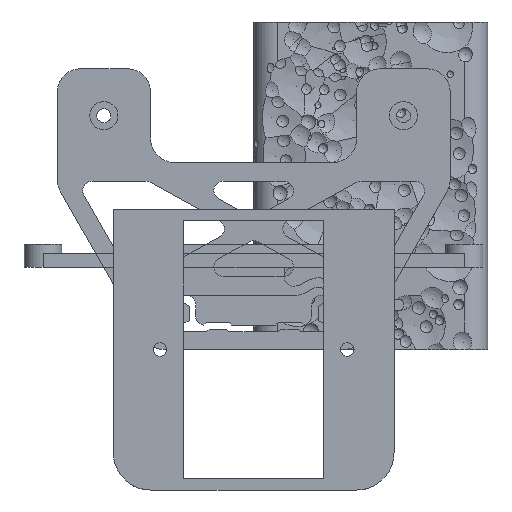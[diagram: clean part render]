
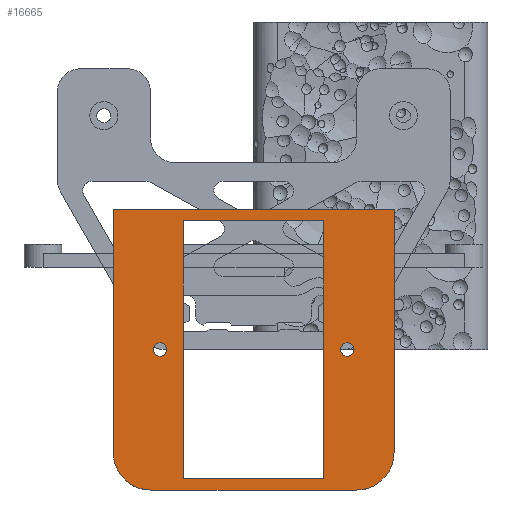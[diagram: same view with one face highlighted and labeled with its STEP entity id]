
A CAD part, front view. The second image highlights one B-rep face of the part: STEP entity #16665.
In plain terms, the highlighted planar face has unit normal (0, -1, 0).
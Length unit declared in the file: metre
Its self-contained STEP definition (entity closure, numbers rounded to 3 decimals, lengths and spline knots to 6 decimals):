
#1774=LINE('',#30413,#2849);
#1778=LINE('',#30422,#2853);
#1780=LINE('',#30426,#2855);
#1784=LINE('',#30435,#2859);
#1788=LINE('',#30444,#2863);
#1791=LINE('',#30450,#2866);
#1794=LINE('',#30463,#2869);
#1796=LINE('',#30466,#2871);
#2849=VECTOR('',#24179,1.);
#2853=VECTOR('',#24185,1.);
#2855=VECTOR('',#24189,1.);
#2859=VECTOR('',#24195,1.);
#2863=VECTOR('',#24201,1.);
#2866=VECTOR('',#24206,1.);
#2869=VECTOR('',#24219,1.);
#2871=VECTOR('',#24223,1.);
#7739=ORIENTED_EDGE('',*,*,#10206,.F.);
#7740=ORIENTED_EDGE('',*,*,#10210,.T.);
#7741=ORIENTED_EDGE('',*,*,#10213,.T.);
#7742=ORIENTED_EDGE('',*,*,#10221,.F.);
#7743=ORIENTED_EDGE('',*,*,#10200,.T.);
#7744=ORIENTED_EDGE('',*,*,#10227,.T.);
#7745=ORIENTED_EDGE('',*,*,#10202,.T.);
#7746=ORIENTED_EDGE('',*,*,#10219,.F.);
#7747=ORIENTED_EDGE('',*,*,#10196,.F.);
#7748=ORIENTED_EDGE('',*,*,#10228,.T.);
#7749=ORIENTED_EDGE('',*,*,#10217,.F.);
#7750=ORIENTED_EDGE('',*,*,#10224,.T.);
#10196=EDGE_CURVE('',#11878,#11879,#1774,.T.);
#10200=EDGE_CURVE('',#11883,#11882,#1778,.T.);
#10202=EDGE_CURVE('',#11884,#11885,#1780,.T.);
#10206=EDGE_CURVE('',#11888,#11889,#1784,.T.);
#10210=EDGE_CURVE('',#11888,#11892,#1788,.T.);
#10213=EDGE_CURVE('',#11892,#11894,#1791,.T.);
#10217=EDGE_CURVE('',#11897,#11897,#13122,.T.);
#10219=EDGE_CURVE('',#11879,#11885,#1794,.T.);
#10221=EDGE_CURVE('',#11889,#11894,#1796,.T.);
#10224=EDGE_CURVE('',#11900,#11900,#13125,.T.);
#10227=EDGE_CURVE('',#11882,#11884,#13128,.T.);
#10228=EDGE_CURVE('',#11878,#11883,#13129,.T.);
#11878=VERTEX_POINT('',#30412);
#11879=VERTEX_POINT('',#30414);
#11882=VERTEX_POINT('',#30421);
#11883=VERTEX_POINT('',#30423);
#11884=VERTEX_POINT('',#30427);
#11885=VERTEX_POINT('',#30428);
#11888=VERTEX_POINT('',#30436);
#11889=VERTEX_POINT('',#30437);
#11892=VERTEX_POINT('',#30445);
#11894=VERTEX_POINT('',#30451);
#11897=VERTEX_POINT('',#30459);
#11900=VERTEX_POINT('',#30472);
#13122=CIRCLE('',#18878,0.00145);
#13125=CIRCLE('',#18884,0.00145);
#13128=CIRCLE('',#18889,0.008);
#13129=CIRCLE('',#18890,0.008);
#14230=EDGE_LOOP('',(#7739,#7740,#7741,#7742));
#14231=EDGE_LOOP('',(#7743,#7744,#7745,#7746,#7747,#7748));
#14232=EDGE_LOOP('',(#7749));
#14233=EDGE_LOOP('',(#7750));
#15347=FACE_BOUND('',#14230,.T.);
#15348=FACE_BOUND('',#14231,.T.);
#15349=FACE_BOUND('',#14232,.T.);
#15350=FACE_BOUND('',#14233,.T.);
#15738=PLANE('',#18888);
#16665=ADVANCED_FACE('',(#15347,#15348,#15349,#15350),#15738,.T.);
#18878=AXIS2_PLACEMENT_3D('',#30458,#24213,#24214);
#18884=AXIS2_PLACEMENT_3D('',#30471,#24229,#24230);
#18888=AXIS2_PLACEMENT_3D('',#30476,#24237,#24238);
#18889=AXIS2_PLACEMENT_3D('',#30477,#24239,#24240);
#18890=AXIS2_PLACEMENT_3D('',#30478,#24241,#24242);
#24179=DIRECTION('',(0.,0.,1.));
#24185=DIRECTION('',(1.,0.,0.));
#24189=DIRECTION('',(0.,0.,1.));
#24195=DIRECTION('',(0.,0.,-1.));
#24201=DIRECTION('',(1.,0.,0.));
#24206=DIRECTION('',(0.,0.,-1.));
#24213=DIRECTION('',(0.,-1.,0.));
#24214=DIRECTION('',(0.,0.,-1.));
#24219=DIRECTION('',(1.,0.,0.));
#24223=DIRECTION('',(1.,0.,0.));
#24229=DIRECTION('',(0.,1.,0.));
#24230=DIRECTION('',(0.,0.,-1.));
#24237=DIRECTION('',(0.,-1.,0.));
#24238=DIRECTION('',(1.,0.,0.));
#24239=DIRECTION('',(0.,-1.,0.));
#24240=DIRECTION('',(0.,0.,-1.));
#24241=DIRECTION('',(0.,-1.,0.));
#24242=DIRECTION('',(0.,0.,-1.));
#30412=CARTESIAN_POINT('',(-0.03,-0.01,-0.022));
#30413=CARTESIAN_POINT('',(-0.03,-0.01,0.));
#30414=CARTESIAN_POINT('',(-0.03,-0.01,0.03));
#30421=CARTESIAN_POINT('',(0.022,-0.01,-0.03));
#30422=CARTESIAN_POINT('',(0.,-0.01,-0.03));
#30423=CARTESIAN_POINT('',(-0.022,-0.01,-0.03));
#30426=CARTESIAN_POINT('',(0.03,-0.01,0.));
#30427=CARTESIAN_POINT('',(0.03,-0.01,-0.022));
#30428=CARTESIAN_POINT('',(0.03,-0.01,0.03));
#30435=CARTESIAN_POINT('',(-0.015,-0.01,0.));
#30436=CARTESIAN_POINT('',(-0.015,-0.01,0.0275));
#30437=CARTESIAN_POINT('',(-0.015,-0.01,-0.0275));
#30444=CARTESIAN_POINT('',(0.,-0.01,0.0275));
#30445=CARTESIAN_POINT('',(0.015,-0.01,0.0275));
#30450=CARTESIAN_POINT('',(0.015,-0.01,0.));
#30451=CARTESIAN_POINT('',(0.015,-0.01,-0.0275));
#30458=CARTESIAN_POINT('',(-0.02,-0.01,0.));
#30459=CARTESIAN_POINT('',(-0.02,-0.01,-0.00145));
#30463=CARTESIAN_POINT('',(0.,-0.01,0.03));
#30466=CARTESIAN_POINT('',(0.,-0.01,-0.0275));
#30471=CARTESIAN_POINT('',(0.02,-0.01,0.));
#30472=CARTESIAN_POINT('',(0.02,-0.01,-0.00145));
#30476=CARTESIAN_POINT('',(0.,-0.01,0.));
#30477=CARTESIAN_POINT('',(0.022,-0.01,-0.022));
#30478=CARTESIAN_POINT('',(-0.022,-0.01,-0.022));
